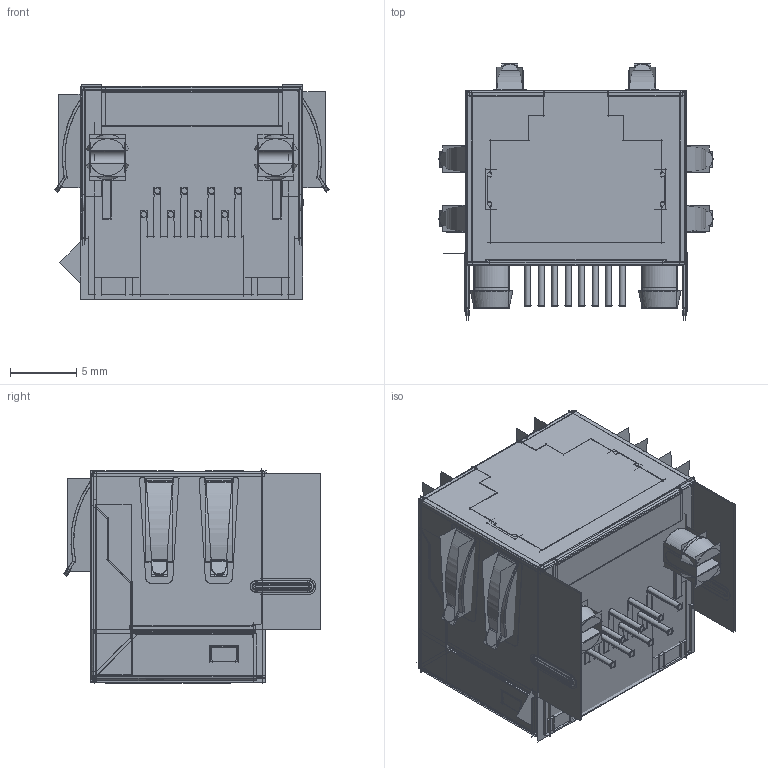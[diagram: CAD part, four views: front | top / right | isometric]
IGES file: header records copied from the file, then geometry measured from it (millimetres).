
Start section:  PTC IGES file: asm0001_asm.igs
Global section: file name: asm0001_asm.igs; native system: Creo Parametric by PTC Inc.; preprocessor: 2018400; author: Administrator; organization: Unknown; date: 20210909.171111; units: millimetre
Bounding box: 20.7 x 19.38 x 16.17 mm (x, y, z)
Volume: 3412.4 mm3; surface area: 44412.2 mm2
Topology: 2 solids, 2 shells, 1606 faces, 10555 edges, 14961 vertices
Faces by surface type: bspline 1004, revolution 602
